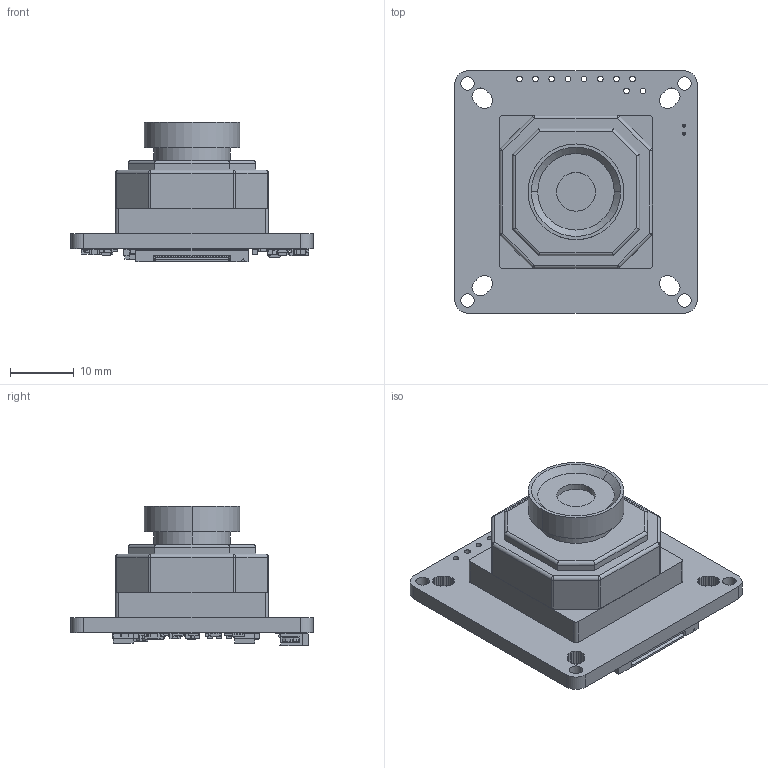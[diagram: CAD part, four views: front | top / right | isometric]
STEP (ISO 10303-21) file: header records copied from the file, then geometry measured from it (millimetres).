
FILE_DESCRIPTION (( 'STEP AP214' ), '1' );
FILE_NAME ('UC-5171.STEP', '2021-07-12T06:10:19', ( '' ), ( '' ), 'SwSTEP 2.0', 'SolidWorks 2020', '' );
FILE_SCHEMA (( 'AUTOMOTIVE_DESIGN' ));
Length unit declared in the file: millimetre
Products named in the file (1): UC-5171
Bounding box: 38 x 38 x 21.89 mm (x, y, z)
Volume: 10235.7 mm3; surface area: 7054.7 mm2
Topology: 159 solids, 159 shells, 4096 faces, 10256 edges, 6374 vertices
Faces by surface type: plane 2517, bspline 694, cylinder 665, sphere 212, torus 6, cone 2
Entity records: 212999 total; most frequent: CARTESIAN_POINT 74731, ORIENTED_EDGE 20040, DIRECTION 16782, EDGE_CURVE 10020, LINE 7356, VECTOR 7356, VERTEX_POINT 6374, AXIS2_PLACEMENT_3D 4713
